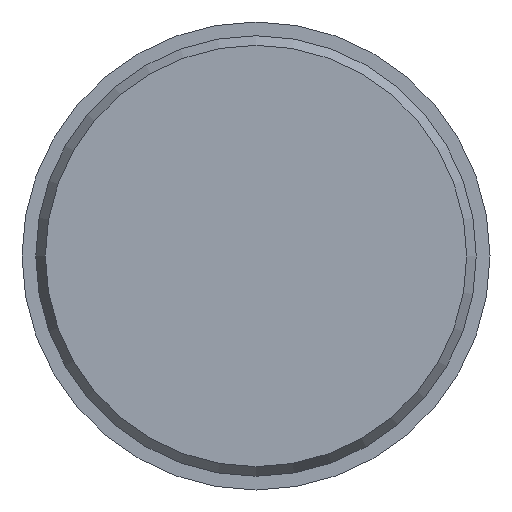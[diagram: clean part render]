
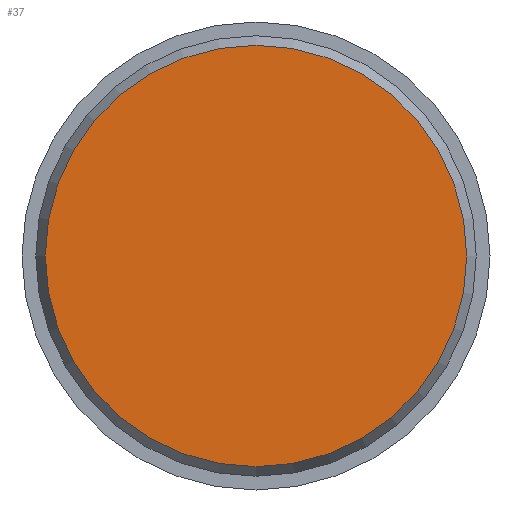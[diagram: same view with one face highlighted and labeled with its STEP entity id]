
A CAD part, front view. The second image highlights one B-rep face of the part: STEP entity #37.
In plain terms, the highlighted planar face has unit normal (0, -1, 0).
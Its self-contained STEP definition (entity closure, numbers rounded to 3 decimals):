
#37 = ADVANCED_FACE( '', ( #78 ), #79, .F. );
#78 = FACE_OUTER_BOUND( '', #128, .T. );
#79 = PLANE( '', #129 );
#128 = EDGE_LOOP( '', ( #174 ) );
#129 = AXIS2_PLACEMENT_3D( '', #175, #176, #177 );
#174 = ORIENTED_EDGE( '', *, *, #235, .F. );
#175 = CARTESIAN_POINT( '', ( 0., 0., 0. ) );
#176 = DIRECTION( '', ( 0., 1., 0. ) );
#177 = DIRECTION( '', ( -1., 0., 0. ) );
#235 = EDGE_CURVE( '', #259, #259, #260, .T. );
#259 = VERTEX_POINT( '', #288 );
#260 = CIRCLE( '', #289, 3.827 );
#288 = CARTESIAN_POINT( '', ( -3.827, 0., 0. ) );
#289 = AXIS2_PLACEMENT_3D( '', #317, #318, #319 );
#317 = CARTESIAN_POINT( '', ( 0., 0., 0. ) );
#318 = DIRECTION( '', ( 0., 1., 0. ) );
#319 = DIRECTION( '', ( -1., 0., 0. ) );
